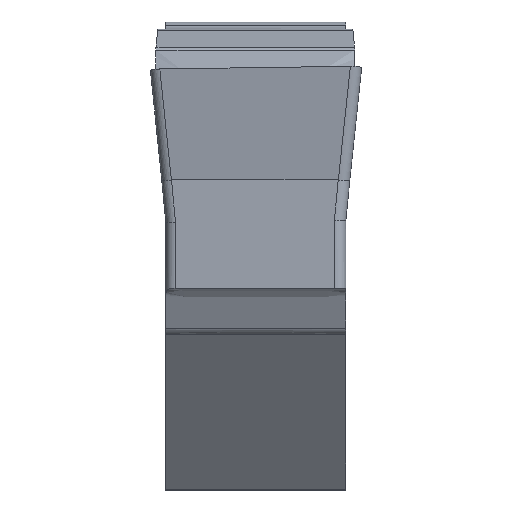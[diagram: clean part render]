
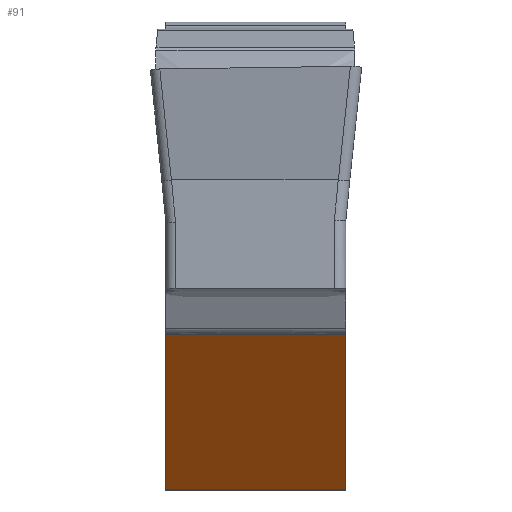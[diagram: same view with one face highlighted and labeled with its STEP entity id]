
A CAD part, front view. The second image highlights one B-rep face of the part: STEP entity #91.
In plain terms, the highlighted planar face has unit normal (0, -0.342, -0.94).
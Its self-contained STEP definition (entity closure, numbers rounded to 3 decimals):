
#91=ADVANCED_FACE('',(#151),#129,.F.);
#129=PLANE('',#891);
#151=FACE_OUTER_BOUND('',#193,.T.);
#193=EDGE_LOOP('',(#346,#347,#348,#349));
#346=ORIENTED_EDGE('',*,*,#594,.F.);
#347=ORIENTED_EDGE('',*,*,#633,.F.);
#348=ORIENTED_EDGE('',*,*,#600,.F.);
#349=ORIENTED_EDGE('',*,*,#634,.T.);
#515=VERTEX_POINT('',#1409);
#516=VERTEX_POINT('',#1411);
#520=VERTEX_POINT('',#1456);
#521=VERTEX_POINT('',#1458);
#594=EDGE_CURVE('',#515,#516,#687,.T.);
#600=EDGE_CURVE('',#520,#521,#689,.T.);
#633=EDGE_CURVE('',#521,#515,#709,.T.);
#634=EDGE_CURVE('',#520,#516,#710,.T.);
#687=LINE('',#1410,#749);
#689=LINE('',#1457,#751);
#709=LINE('',#1573,#771);
#710=LINE('',#1575,#772);
#749=VECTOR('',#988,1.);
#751=VECTOR('',#994,1.);
#771=VECTOR('',#1048,1.);
#772=VECTOR('',#1051,1.);
#891=AXIS2_PLACEMENT_3D('',#1576,#1052,#1053);
#988=DIRECTION('',(0.,-0.94,0.342));
#994=DIRECTION('',(0.,0.94,-0.342));
#1048=DIRECTION('',(-1.,0.,0.));
#1051=DIRECTION('',(-1.,0.,0.));
#1052=DIRECTION('',(0.,0.342,0.94));
#1053=DIRECTION('',(0.,-0.94,0.342));
#1409=CARTESIAN_POINT('',(-1.7,3.148,-7.982));
#1410=CARTESIAN_POINT('',(-1.7,-2.197,-6.036));
#1411=CARTESIAN_POINT('',(-1.7,-4.854,-5.069));
#1456=CARTESIAN_POINT('',(1.7,-4.854,-5.069));
#1457=CARTESIAN_POINT('',(1.7,-2.197,-6.036));
#1458=CARTESIAN_POINT('',(1.7,3.148,-7.982));
#1573=CARTESIAN_POINT('',(9.7,3.148,-7.982));
#1575=CARTESIAN_POINT('',(9.7,-4.854,-5.069));
#1576=CARTESIAN_POINT('',(9.7,-4.854,-5.069));
